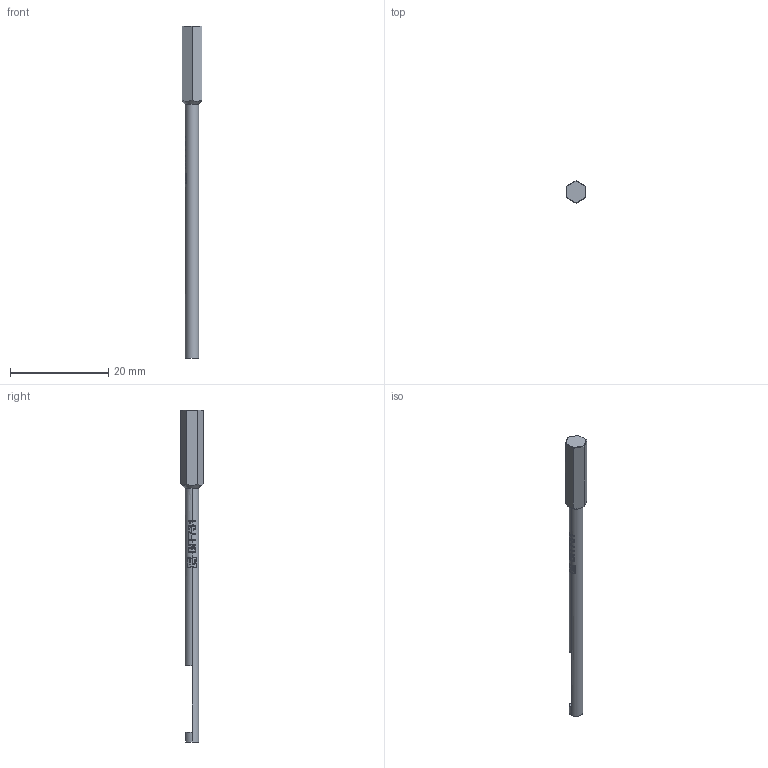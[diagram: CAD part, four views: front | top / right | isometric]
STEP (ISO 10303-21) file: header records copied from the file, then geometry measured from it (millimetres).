
FILE_DESCRIPTION (( 'STEP AP214' ), '1' );
FILE_NAME ('MOD-BIT731.STEP', '2020-03-10T10:42:02', ( '' ), ( '' ), 'SwSTEP 2.0', 'SolidWorks 2015', '' );
FILE_SCHEMA (( 'AUTOMOTIVE_DESIGN' ));
Length unit declared in the file: millimetre
Products named in the file (1): MOD-BIT731
Bounding box: 4 x 4.62 x 67.5 mm (x, y, z)
Volume: 464.4 mm3; surface area: 704.9 mm2
Topology: 1 solids, 1 shells, 139 faces, 383 edges, 250 vertices
Faces by surface type: plane 86, bspline 32, cylinder 19, cone 2
Entity records: 7734 total; most frequent: CARTESIAN_POINT 4361, ORIENTED_EDGE 766, DIRECTION 591, EDGE_CURVE 383, VERTEX_POINT 250, LINE 221, VECTOR 221, AXIS2_PLACEMENT_3D 185
